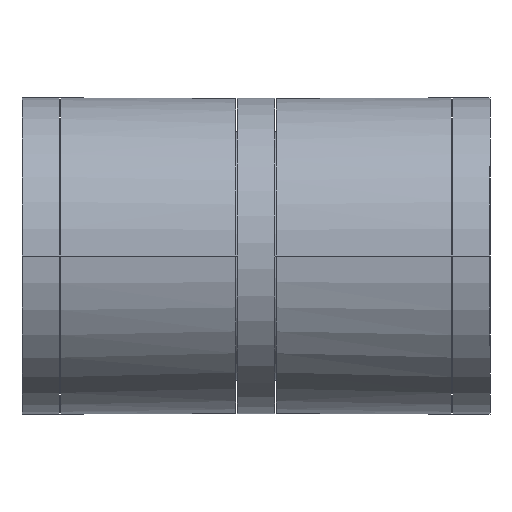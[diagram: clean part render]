
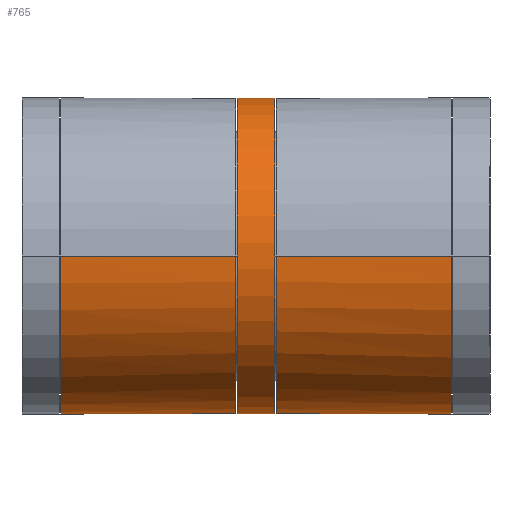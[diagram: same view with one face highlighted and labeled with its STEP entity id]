
A CAD part, left-side view. The second image highlights one B-rep face of the part: STEP entity #765.
In plain terms, the highlighted cylindrical face has radius 2.55 mm (diameter 5.1 mm), a partial arc.
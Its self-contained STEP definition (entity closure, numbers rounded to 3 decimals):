
#85=CARTESIAN_POINT('',(0.,-3.15,0.));
#86=DIRECTION('',(0.,-1.,0.));
#87=DIRECTION('',(-1.,0.,0.));
#88=AXIS2_PLACEMENT_3D('',#85,#86,#87);
#95=CARTESIAN_POINT('',(2.55,-0.4,0.));
#96=CARTESIAN_POINT('',(2.55,-0.4,-0.023));
#97=CARTESIAN_POINT('',(2.549,-0.396,
-0.069));
#98=CARTESIAN_POINT('',(2.547,-0.378,
-0.137));
#99=CARTESIAN_POINT('',(2.542,-0.348,
-0.201));
#100=CARTESIAN_POINT('',(2.537,-0.308,
-0.258));
#101=CARTESIAN_POINT('',(2.531,-0.258,
-0.308));
#102=CARTESIAN_POINT('',(2.526,-0.201,
-0.348));
#103=CARTESIAN_POINT('',(2.522,-0.137,
-0.378));
#104=CARTESIAN_POINT('',(2.519,-0.069,
-0.396));
#105=CARTESIAN_POINT('',(2.518,0.,
-0.402));
#106=CARTESIAN_POINT('',(2.519,0.069,
-0.396));
#107=CARTESIAN_POINT('',(2.522,0.137,
-0.378));
#108=CARTESIAN_POINT('',(2.526,0.201,
-0.348));
#109=CARTESIAN_POINT('',(2.531,0.258,
-0.308));
#110=CARTESIAN_POINT('',(2.537,0.308,
-0.258));
#111=CARTESIAN_POINT('',(2.542,0.348,
-0.201));
#112=CARTESIAN_POINT('',(2.547,0.378,
-0.137));
#113=CARTESIAN_POINT('',(2.549,0.396,
-0.069));
#114=CARTESIAN_POINT('',(2.55,0.4,-0.023));
#115=CARTESIAN_POINT('',(2.55,0.4,0.));
#117=CARTESIAN_POINT('',(0.,3.15,0.));
#118=DIRECTION('',(0.,-1.,0.));
#119=DIRECTION('',(-1.,0.,0.));
#120=AXIS2_PLACEMENT_3D('',#117,#118,#119);
#122=CARTESIAN_POINT('',(0.,0.3,0.));
#123=DIRECTION('',(0.,1.,0.));
#124=DIRECTION('',(0.988,0.,-0.157));
#125=AXIS2_PLACEMENT_3D('',#122,#123,#124);
#127=DIRECTION('',(0.,1.,0.));
#128=VECTOR('',#127,0.3);
#129=CARTESIAN_POINT('',(2.518,0.,0.4));
#130=LINE('',#129,#128);
#131=DIRECTION('',(0.,-1.,0.));
#132=VECTOR('',#131,0.3);
#133=CARTESIAN_POINT('',(2.518,0.,0.4));
#134=LINE('',#133,#132);
#135=CARTESIAN_POINT('',(0.,-0.3,0.));
#136=DIRECTION('',(0.,-1.,0.));
#137=DIRECTION('',(0.988,0.,0.157));
#138=AXIS2_PLACEMENT_3D('',#135,#136,#137);
#140=CARTESIAN_POINT('',(0.,-0.325,0.));
#141=DIRECTION('',(0.,-1.,0.));
#142=DIRECTION('',(-1.,0.,0.));
#143=AXIS2_PLACEMENT_3D('',#140,#141,#142);
#207=DIRECTION('',(0.,-1.,0.));
#208=VECTOR('',#207,2.75);
#209=CARTESIAN_POINT('',(2.55,3.15,0.));
#210=LINE('',#209,#208);
#211=DIRECTION('',(0.,-1.,0.));
#212=VECTOR('',#211,2.825);
#213=CARTESIAN_POINT('',(-2.55,3.15,0.));
#214=LINE('',#213,#212);
#225=DIRECTION('',(0.,-1.,0.));
#226=VECTOR('',#225,2.75);
#227=CARTESIAN_POINT('',(2.55,-0.4,0.));
#228=LINE('',#227,#226);
#229=DIRECTION('',(0.,-1.,0.));
#230=VECTOR('',#229,2.825);
#231=CARTESIAN_POINT('',(-2.55,-0.325,0.));
#232=LINE('',#231,#230);
#293=CARTESIAN_POINT('',(0.,0.325,0.));
#294=DIRECTION('',(0.,-1.,0.));
#295=DIRECTION('',(-1.,0.,0.));
#296=AXIS2_PLACEMENT_3D('',#293,#294,#295);
#311=DIRECTION('',(0.,-1.,0.));
#312=VECTOR('',#311,0.025);
#313=CARTESIAN_POINT('',(2.518,-0.3,-0.4));
#314=LINE('',#313,#312);
#319=DIRECTION('',(0.,1.,0.));
#320=VECTOR('',#319,0.025);
#321=CARTESIAN_POINT('',(2.518,0.3,-0.4));
#322=LINE('',#321,#320);
#471=CARTESIAN_POINT('',(-2.55,-0.325,0.));
#472=CARTESIAN_POINT('',(-2.55,-3.15,0.));
#473=VERTEX_POINT('',#471);
#474=VERTEX_POINT('',#472);
#487=CARTESIAN_POINT('',(-2.55,3.15,0.));
#488=CARTESIAN_POINT('',(-2.55,0.325,0.));
#489=VERTEX_POINT('',#487);
#490=VERTEX_POINT('',#488);
#511=CARTESIAN_POINT('',(2.55,3.15,0.));
#512=VERTEX_POINT('',#511);
#513=CARTESIAN_POINT('',(2.55,-3.15,0.));
#514=VERTEX_POINT('',#513);
#555=CARTESIAN_POINT('',(2.518,-0.3,0.4));
#557=VERTEX_POINT('',#555);
#559=CARTESIAN_POINT('',(2.518,0.,0.4));
#560=VERTEX_POINT('',#559);
#561=CARTESIAN_POINT('',(2.518,-0.3,-0.4));
#562=CARTESIAN_POINT('',(2.518,-0.325,-0.4));
#563=VERTEX_POINT('',#561);
#564=VERTEX_POINT('',#562);
#565=CARTESIAN_POINT('',(2.518,0.3,-0.4));
#566=CARTESIAN_POINT('',(2.518,0.325,-0.4));
#567=VERTEX_POINT('',#565);
#568=VERTEX_POINT('',#566);
#569=CARTESIAN_POINT('',(2.518,0.3,0.4));
#570=VERTEX_POINT('',#569);
#573=CARTESIAN_POINT('',(2.55,-0.4,0.));
#574=VERTEX_POINT('',#573);
#575=CARTESIAN_POINT('',(2.55,0.4,0.));
#576=VERTEX_POINT('',#575);
#729=CARTESIAN_POINT('',(0.,0.,0.));
#730=DIRECTION('',(0.,-1.,0.));
#731=DIRECTION('',(-1.,0.,0.));
#732=AXIS2_PLACEMENT_3D('',#729,#730,#731);
#733=CYLINDRICAL_SURFACE('',#732,2.55);
#735=ORIENTED_EDGE('',*,*,#734,.T.);
#737=ORIENTED_EDGE('',*,*,#736,.F.);
#739=ORIENTED_EDGE('',*,*,#738,.F.);
#741=ORIENTED_EDGE('',*,*,#740,.T.);
#743=ORIENTED_EDGE('',*,*,#742,.T.);
#745=ORIENTED_EDGE('',*,*,#744,.F.);
#747=ORIENTED_EDGE('',*,*,#746,.T.);
#749=ORIENTED_EDGE('',*,*,#748,.F.);
#751=ORIENTED_EDGE('',*,*,#750,.T.);
#753=ORIENTED_EDGE('',*,*,#752,.T.);
#755=ORIENTED_EDGE('',*,*,#754,.T.);
#757=ORIENTED_EDGE('',*,*,#756,.F.);
#759=ORIENTED_EDGE('',*,*,#758,.T.);
#760=ORIENTED_EDGE('',*,*,#718,.T.);
#762=ORIENTED_EDGE('',*,*,#761,.F.);
#763=EDGE_LOOP('',(#735,#737,#739,#741,#743,#745,#747,#749,#751,#753,#755,#757,
#759,#760,#762));
#764=FACE_OUTER_BOUND('',#763,.F.);
#89=CIRCLE('',#88,2.55);
#116=B_SPLINE_CURVE_WITH_KNOTS('',3,(#95,#96,#97,#98,#99,#100,#101,#102,#103,
#104,#105,#106,#107,#108,#109,#110,#111,#112,#113,#114,#115),.UNSPECIFIED.,.F.,
.F.,(4,1,1,1,1,1,1,1,1,1,1,1,1,1,1,1,1,1,4),(0.,0.056,
0.111,0.167,0.222,0.278,
0.333,0.389,0.444,0.5,0.556,
0.611,0.667,0.722,0.778,
0.833,0.889,0.944,1.),.UNSPECIFIED.);
#121=CIRCLE('',#120,2.55);
#126=CIRCLE('',#125,2.55);
#139=CIRCLE('',#138,2.55);
#144=CIRCLE('',#143,2.55);
#297=CIRCLE('',#296,2.55);
#718=EDGE_CURVE('',#474,#514,#89,.T.);
#734=EDGE_CURVE('',#574,#576,#116,.T.);
#736=EDGE_CURVE('',#512,#576,#210,.T.);
#738=EDGE_CURVE('',#489,#512,#121,.T.);
#740=EDGE_CURVE('',#489,#490,#214,.T.);
#742=EDGE_CURVE('',#490,#568,#297,.T.);
#744=EDGE_CURVE('',#567,#568,#322,.T.);
#746=EDGE_CURVE('',#567,#570,#126,.T.);
#748=EDGE_CURVE('',#560,#570,#130,.T.);
#750=EDGE_CURVE('',#560,#557,#134,.T.);
#752=EDGE_CURVE('',#557,#563,#139,.T.);
#754=EDGE_CURVE('',#563,#564,#314,.T.);
#756=EDGE_CURVE('',#473,#564,#144,.T.);
#758=EDGE_CURVE('',#473,#474,#232,.T.);
#761=EDGE_CURVE('',#574,#514,#228,.T.);
#765=ADVANCED_FACE('',(#764),#733,.T.);
